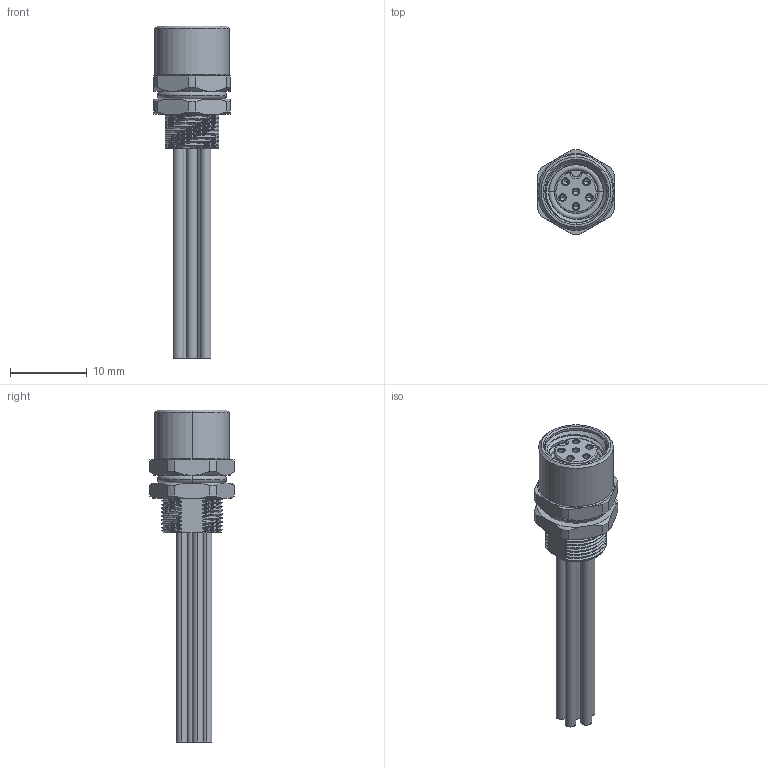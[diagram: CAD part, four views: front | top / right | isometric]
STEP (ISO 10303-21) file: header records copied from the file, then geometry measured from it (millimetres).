
FILE_DESCRIPTION((''),'2;1');
FILE_NAME('6P-K16','2025-09-09T',('gongcheng16'),(''),'PRO/ENGINEER BY PARAMETRIC TECHNOLOGY CORPORATION, 2010280','PRO/ENGINEER BY PARAMETRIC TECHNOLOGY CORPORATION, 2010280','');
FILE_SCHEMA(('CONFIG_CONTROL_DESIGN'));
Length unit declared in the file: millimetre
Products named in the file (1): 6P-K16
Bounding box: 10 x 10.99 x 43.2 mm (x, y, z)
Volume: 236.8 mm3; surface area: 3349.3 mm2
Topology: 1 solids, 18 shells, 671 faces, 1646 edges, 1034 vertices
Faces by surface type: cylinder 238, plane 176, cone 132, bspline 97, torus 28
Entity records: 36096 total; most frequent: CARTESIAN_POINT 20791, ORIENTED_EDGE 3244, DIRECTION 3038, EDGE_CURVE 1622, AXIS2_PLACEMENT_3D 1201, VERTEX_POINT 1034, EDGE_LOOP 750, FACE_OUTER_BOUND 671
